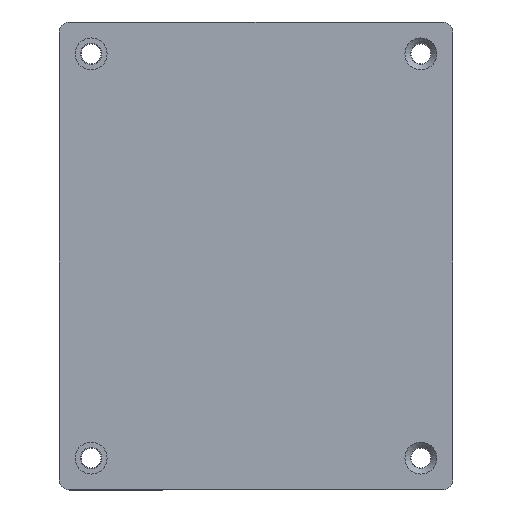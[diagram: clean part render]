
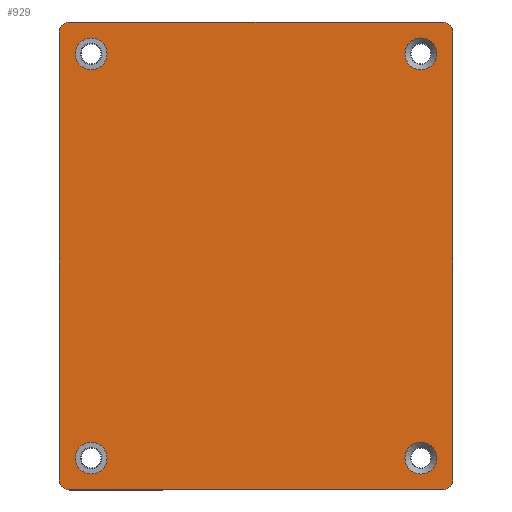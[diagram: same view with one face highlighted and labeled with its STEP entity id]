
A CAD part, top view. The second image highlights one B-rep face of the part: STEP entity #929.
In plain terms, the highlighted planar face has unit normal (0, 0, 1).
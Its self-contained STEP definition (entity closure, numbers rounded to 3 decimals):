
#25=FACE_BOUND('',#190,.T.);
#26=FACE_BOUND('',#191,.T.);
#27=FACE_BOUND('',#192,.T.);
#28=FACE_BOUND('',#193,.T.);
#55=PLANE('',#1039);
#127=FACE_OUTER_BOUND('',#189,.T.);
#189=EDGE_LOOP('',(#847,#848,#849,#850,#851,#852,#853,#854));
#190=EDGE_LOOP('',(#855));
#191=EDGE_LOOP('',(#856));
#192=EDGE_LOOP('',(#857));
#193=EDGE_LOOP('',(#858));
#269=LINE('',#1558,#353);
#272=LINE('',#1566,#356);
#275=LINE('',#1574,#359);
#278=LINE('',#1581,#362);
#353=VECTOR('',#1287,10.);
#356=VECTOR('',#1296,10.);
#359=VECTOR('',#1305,10.);
#362=VECTOR('',#1314,10.);
#365=CIRCLE('',#949,3.);
#369=CIRCLE('',#956,3.);
#373=CIRCLE('',#963,3.);
#377=CIRCLE('',#970,3.);
#403=CIRCLE('',#1028,2.);
#404=CIRCLE('',#1031,2.);
#405=CIRCLE('',#1034,2.);
#406=CIRCLE('',#1037,2.);
#409=VERTEX_POINT('',#1327);
#413=VERTEX_POINT('',#1340);
#417=VERTEX_POINT('',#1353);
#421=VERTEX_POINT('',#1366);
#483=VERTEX_POINT('',#1551);
#484=VERTEX_POINT('',#1553);
#485=VERTEX_POINT('',#1557);
#486=VERTEX_POINT('',#1561);
#487=VERTEX_POINT('',#1565);
#488=VERTEX_POINT('',#1569);
#489=VERTEX_POINT('',#1573);
#490=VERTEX_POINT('',#1577);
#494=EDGE_CURVE('',#409,#409,#365,.T.);
#500=EDGE_CURVE('',#413,#413,#369,.T.);
#506=EDGE_CURVE('',#417,#417,#373,.T.);
#512=EDGE_CURVE('',#421,#421,#377,.T.);
#604=EDGE_CURVE('',#484,#483,#403,.T.);
#606=EDGE_CURVE('',#485,#484,#269,.T.);
#608=EDGE_CURVE('',#486,#485,#404,.T.);
#610=EDGE_CURVE('',#487,#486,#272,.T.);
#612=EDGE_CURVE('',#488,#487,#405,.T.);
#614=EDGE_CURVE('',#489,#488,#275,.T.);
#616=EDGE_CURVE('',#490,#489,#406,.T.);
#618=EDGE_CURVE('',#483,#490,#278,.T.);
#847=ORIENTED_EDGE('',*,*,#618,.T.);
#848=ORIENTED_EDGE('',*,*,#616,.T.);
#849=ORIENTED_EDGE('',*,*,#614,.T.);
#850=ORIENTED_EDGE('',*,*,#612,.T.);
#851=ORIENTED_EDGE('',*,*,#610,.T.);
#852=ORIENTED_EDGE('',*,*,#608,.T.);
#853=ORIENTED_EDGE('',*,*,#606,.T.);
#854=ORIENTED_EDGE('',*,*,#604,.T.);
#855=ORIENTED_EDGE('',*,*,#506,.T.);
#856=ORIENTED_EDGE('',*,*,#500,.T.);
#857=ORIENTED_EDGE('',*,*,#512,.T.);
#858=ORIENTED_EDGE('',*,*,#494,.T.);
#929=ADVANCED_FACE('',(#127,#25,#26,#27,#28),#55,.T.);
#949=AXIS2_PLACEMENT_3D('',#1328,#1052,#1053);
#956=AXIS2_PLACEMENT_3D('',#1341,#1068,#1069);
#963=AXIS2_PLACEMENT_3D('',#1354,#1084,#1085);
#970=AXIS2_PLACEMENT_3D('',#1367,#1100,#1101);
#1028=AXIS2_PLACEMENT_3D('',#1554,#1282,#1283);
#1031=AXIS2_PLACEMENT_3D('',#1562,#1291,#1292);
#1034=AXIS2_PLACEMENT_3D('',#1570,#1300,#1301);
#1037=AXIS2_PLACEMENT_3D('',#1578,#1309,#1310);
#1039=AXIS2_PLACEMENT_3D('',#1582,#1315,#1316);
#1052=DIRECTION('center_axis',(0.,0.,-1.));
#1053=DIRECTION('ref_axis',(1.,0.,0.));
#1068=DIRECTION('center_axis',(0.,0.,-1.));
#1069=DIRECTION('ref_axis',(0.,-1.,0.));
#1084=DIRECTION('center_axis',(0.,0.,-1.));
#1085=DIRECTION('ref_axis',(-1.,0.,0.));
#1100=DIRECTION('center_axis',(0.,0.,-1.));
#1101=DIRECTION('ref_axis',(0.,1.,0.));
#1282=DIRECTION('center_axis',(0.,0.,1.));
#1283=DIRECTION('ref_axis',(0.,1.,0.));
#1287=DIRECTION('',(-1.,0.,0.));
#1291=DIRECTION('center_axis',(0.,0.,1.));
#1292=DIRECTION('ref_axis',(1.,0.,0.));
#1296=DIRECTION('',(0.,1.,0.));
#1300=DIRECTION('center_axis',(0.,0.,1.));
#1301=DIRECTION('ref_axis',(0.,-1.,0.));
#1305=DIRECTION('',(1.,0.,0.));
#1309=DIRECTION('center_axis',(0.,0.,1.));
#1310=DIRECTION('ref_axis',(-1.,0.,0.));
#1314=DIRECTION('',(0.,-1.,0.));
#1315=DIRECTION('center_axis',(0.,0.,1.));
#1316=DIRECTION('ref_axis',(1.,0.,0.));
#1327=CARTESIAN_POINT('',(1.,4.,37.));
#1328=CARTESIAN_POINT('Origin',(4.,4.,37.));
#1340=CARTESIAN_POINT('',(4.,83.,37.));
#1341=CARTESIAN_POINT('Origin',(4.,80.,37.));
#1353=CARTESIAN_POINT('',(69.,80.,37.));
#1354=CARTESIAN_POINT('Origin',(66.,80.,37.));
#1366=CARTESIAN_POINT('',(66.,1.,37.));
#1367=CARTESIAN_POINT('Origin',(66.,4.,37.));
#1551=CARTESIAN_POINT('',(-2.,84.,37.));
#1553=CARTESIAN_POINT('',(0.,86.,37.));
#1554=CARTESIAN_POINT('Origin',(0.,84.,37.));
#1557=CARTESIAN_POINT('',(70.,86.,37.));
#1558=CARTESIAN_POINT('',(70.,86.,37.));
#1561=CARTESIAN_POINT('',(72.,84.,37.));
#1562=CARTESIAN_POINT('Origin',(70.,84.,37.));
#1565=CARTESIAN_POINT('',(72.,0.,37.));
#1566=CARTESIAN_POINT('',(72.,0.,37.));
#1569=CARTESIAN_POINT('',(70.,-2.,37.));
#1570=CARTESIAN_POINT('Origin',(70.,0.,37.));
#1573=CARTESIAN_POINT('',(0.,-2.,37.));
#1574=CARTESIAN_POINT('',(0.,-2.,37.));
#1577=CARTESIAN_POINT('',(-2.,0.,37.));
#1578=CARTESIAN_POINT('Origin',(0.,0.,37.));
#1581=CARTESIAN_POINT('',(-2.,84.,37.));
#1582=CARTESIAN_POINT('Origin',(35.,42.,37.));
